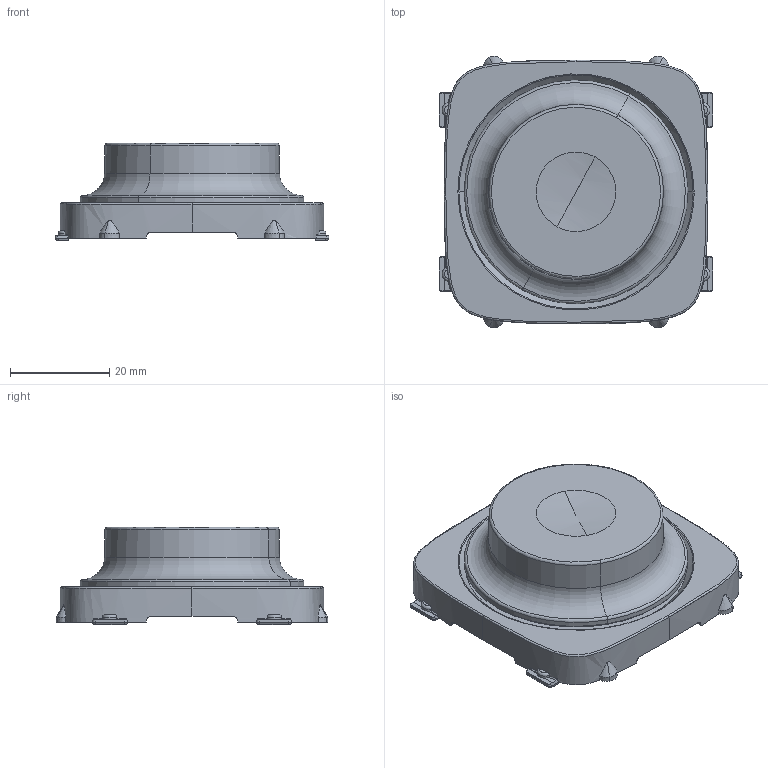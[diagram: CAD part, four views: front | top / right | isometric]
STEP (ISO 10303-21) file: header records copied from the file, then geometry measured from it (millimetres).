
FILE_DESCRIPTION(('CATIA V5 STEP Exchange','CAx-IF Rec.Pracs.--- Model Styling and Organization---1.4--- 2014-01-23'),'2;1');
FILE_NAME('752045_AllCATPart.stp','2020-02-13T09:33:50+00:00',('none'),('none'),'CATIA Version 5-6 Release 2017 SP3','CATIA V5 STEP AP214','none');
FILE_SCHEMA(('AUTOMOTIVE_DESIGN { 1 0 10303 214 1 1 1 1 }'));
Products named in the file (1): 752045_AllCATPart
Bounding box: 55 x 54.6 x 19.6 mm (x, y, z)
Volume: 8309.2 mm3; surface area: 12741.2 mm2
Topology: 2 solids, 2 shells, 5188 faces, 15133 edges, 10035 vertices
Faces by surface type: plane 4734, bspline 214, cone 105, torus 71, cylinder 50, extrusion 12, sphere 2
Entity records: 178892 total; most frequent: CARTESIAN_POINT 46109, ORIENTED_EDGE 30262, DIRECTION 23102, EDGE_CURVE 15131, VECTOR 13520, LINE 13508, VERTEX_POINT 10035, EDGE_LOOP 5278
